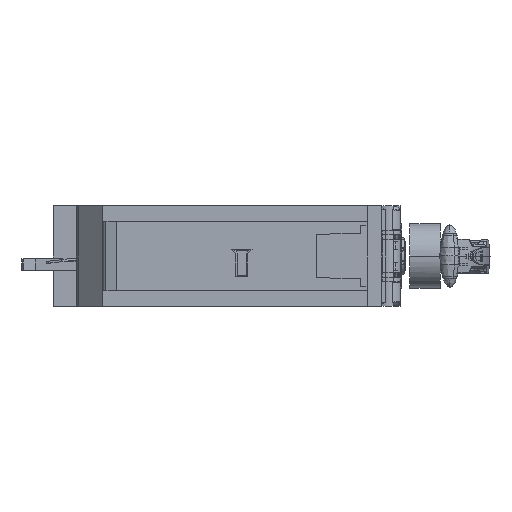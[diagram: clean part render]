
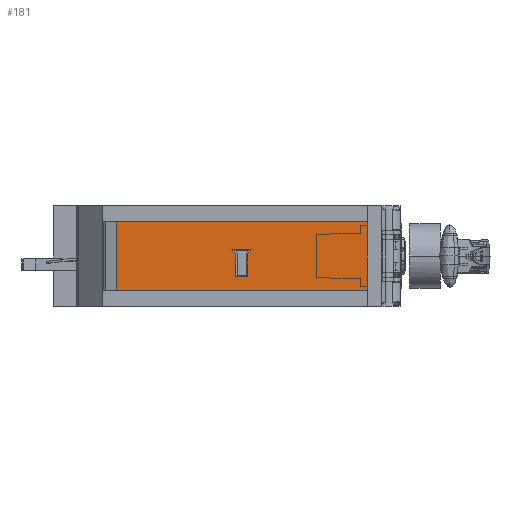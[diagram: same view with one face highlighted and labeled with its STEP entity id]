
A CAD part, left-side view. The second image highlights one B-rep face of the part: STEP entity #181.
In plain terms, the highlighted planar face has unit normal (-1, 0, 0).
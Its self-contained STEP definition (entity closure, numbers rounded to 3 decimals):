
#44=AXIS2_PLACEMENT_3D('Plane Axis2P3D',#41,#42,#43) ;
#41=CARTESIAN_POINT('Axis2P3D Location',(3.1,185.2,0.)) ;
#97=CARTESIAN_POINT('Line Origine',(3.1,185.2,0.)) ;
#101=CARTESIAN_POINT('Vertex',(3.1,185.2,25.75)) ;
#103=CARTESIAN_POINT('Vertex',(3.1,185.2,-25.75)) ;
#106=CARTESIAN_POINT('Line Origine',(3.1,90.1,-25.75)) ;
#110=CARTESIAN_POINT('Vertex',(3.1,-5.,-25.75)) ;
#113=CARTESIAN_POINT('Line Origine',(3.1,-5.,0.)) ;
#117=CARTESIAN_POINT('Vertex',(3.1,-5.,25.75)) ;
#120=CARTESIAN_POINT('Line Origine',(3.1,90.1,25.75)) ;
#131=CARTESIAN_POINT('Line Origine',(3.1,86.5,3.25)) ;
#135=CARTESIAN_POINT('Vertex',(3.1,88.,1.75)) ;
#137=CARTESIAN_POINT('Vertex',(3.1,85.,4.75)) ;
#140=CARTESIAN_POINT('Line Origine',(3.1,88.,-6.75)) ;
#144=CARTESIAN_POINT('Vertex',(3.1,88.,-15.25)) ;
#147=CARTESIAN_POINT('Line Origine',(3.1,92.5,-15.25)) ;
#151=CARTESIAN_POINT('Vertex',(3.1,97.,-15.25)) ;
#154=CARTESIAN_POINT('Line Origine',(3.1,97.,-6.75)) ;
#158=CARTESIAN_POINT('Vertex',(3.1,97.,1.75)) ;
#161=CARTESIAN_POINT('Line Origine',(3.1,98.5,3.25)) ;
#165=CARTESIAN_POINT('Vertex',(3.1,100.,4.75)) ;
#168=CARTESIAN_POINT('Line Origine',(3.1,92.5,4.75)) ;
#42=DIRECTION('Axis2P3D Direction',(1.,0.,0.)) ;
#43=DIRECTION('Axis2P3D XDirection',(0.,-1.,0.)) ;
#98=DIRECTION('Vector Direction',(0.,0.,-1.)) ;
#107=DIRECTION('Vector Direction',(0.,-1.,0.)) ;
#114=DIRECTION('Vector Direction',(0.,0.,-1.)) ;
#121=DIRECTION('Vector Direction',(0.,-1.,0.)) ;
#132=DIRECTION('Vector Direction',(0.,0.707,-0.707)) ;
#141=DIRECTION('Vector Direction',(0.,0.,1.)) ;
#148=DIRECTION('Vector Direction',(0.,1.,0.)) ;
#155=DIRECTION('Vector Direction',(0.,0.,-1.)) ;
#162=DIRECTION('Vector Direction',(0.,-0.707,-0.707)) ;
#169=DIRECTION('Vector Direction',(0.,-1.,0.)) ;
#99=VECTOR('Line Direction',#98,1.) ;
#108=VECTOR('Line Direction',#107,1.) ;
#115=VECTOR('Line Direction',#114,1.) ;
#122=VECTOR('Line Direction',#121,1.) ;
#133=VECTOR('Line Direction',#132,1.) ;
#142=VECTOR('Line Direction',#141,1.) ;
#149=VECTOR('Line Direction',#148,1.) ;
#156=VECTOR('Line Direction',#155,1.) ;
#163=VECTOR('Line Direction',#162,1.) ;
#170=VECTOR('Line Direction',#169,1.) ;
#126=ORIENTED_EDGE('',*,*,#105,.T.) ;
#127=ORIENTED_EDGE('',*,*,#112,.T.) ;
#128=ORIENTED_EDGE('',*,*,#119,.F.) ;
#129=ORIENTED_EDGE('',*,*,#124,.F.) ;
#174=ORIENTED_EDGE('',*,*,#139,.F.) ;
#175=ORIENTED_EDGE('',*,*,#146,.F.) ;
#176=ORIENTED_EDGE('',*,*,#153,.F.) ;
#177=ORIENTED_EDGE('',*,*,#160,.F.) ;
#178=ORIENTED_EDGE('',*,*,#167,.F.) ;
#179=ORIENTED_EDGE('',*,*,#172,.F.) ;
#180=FACE_BOUND('',#173,.T.) ;
#181=ADVANCED_FACE('Koerper.01_Gehaeuse_IGES',(#130,#180),#45,.F.) ;
#105=EDGE_CURVE('',#102,#104,#100,.T.) ;
#112=EDGE_CURVE('',#104,#111,#109,.T.) ;
#119=EDGE_CURVE('',#118,#111,#116,.T.) ;
#124=EDGE_CURVE('',#102,#118,#123,.T.) ;
#139=EDGE_CURVE('',#136,#138,#134,.F.) ;
#146=EDGE_CURVE('',#145,#136,#143,.T.) ;
#153=EDGE_CURVE('',#152,#145,#150,.F.) ;
#160=EDGE_CURVE('',#159,#152,#157,.T.) ;
#167=EDGE_CURVE('',#166,#159,#164,.T.) ;
#172=EDGE_CURVE('',#138,#166,#171,.F.) ;
#125=EDGE_LOOP('',(#126,#127,#128,#129)) ;
#173=EDGE_LOOP('',(#174,#175,#176,#177,#178,#179)) ;
#130=FACE_OUTER_BOUND('',#125,.T.) ;
#100=LINE('Line',#97,#99) ;
#109=LINE('Line',#106,#108) ;
#116=LINE('Line',#113,#115) ;
#123=LINE('Line',#120,#122) ;
#134=LINE('Line',#131,#133) ;
#143=LINE('Line',#140,#142) ;
#150=LINE('Line',#147,#149) ;
#157=LINE('Line',#154,#156) ;
#164=LINE('Line',#161,#163) ;
#171=LINE('Line',#168,#170) ;
#45=PLANE('Plane',#44) ;
#102=VERTEX_POINT('',#101) ;
#104=VERTEX_POINT('',#103) ;
#111=VERTEX_POINT('',#110) ;
#118=VERTEX_POINT('',#117) ;
#136=VERTEX_POINT('',#135) ;
#138=VERTEX_POINT('',#137) ;
#145=VERTEX_POINT('',#144) ;
#152=VERTEX_POINT('',#151) ;
#159=VERTEX_POINT('',#158) ;
#166=VERTEX_POINT('',#165) ;
